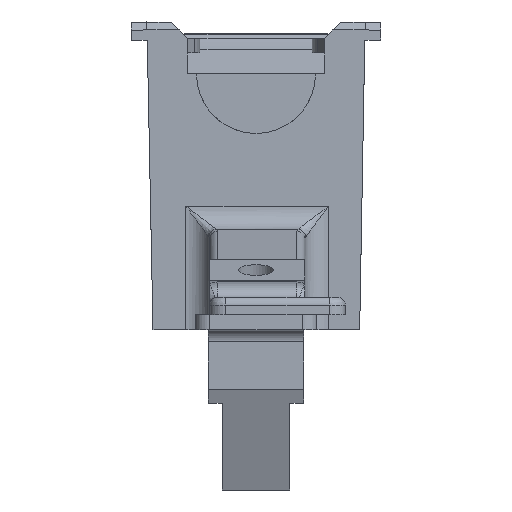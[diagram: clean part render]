
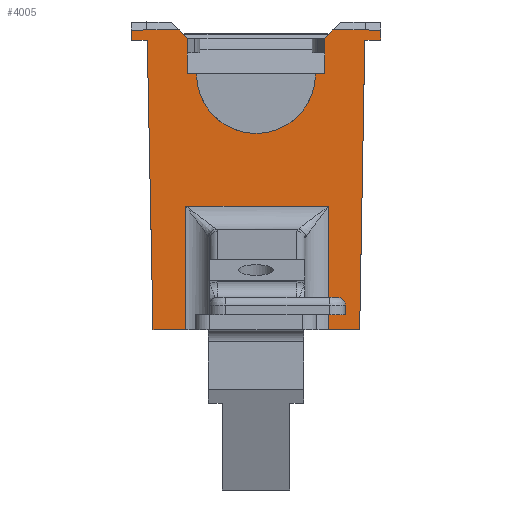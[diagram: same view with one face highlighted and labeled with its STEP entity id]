
A CAD part, front view. The second image highlights one B-rep face of the part: STEP entity #4005.
In plain terms, the highlighted planar face has unit normal (0, -1, 0).
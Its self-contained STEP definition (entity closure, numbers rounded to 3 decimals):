
#82=CIRCLE('',#4132,7.5);
#399=FACE_OUTER_BOUND('',#621,.T.);
#621=EDGE_LOOP('',(#3575,#3576,#3577,#3578,#3579,#3580,#3581,#3582,#3583,
#3584,#3585,#3586,#3587,#3588,#3589,#3590,#3591,#3592,#3593,#3594,#3595,
#3596,#3597,#3598,#3599,#3600));
#831=LINE('',#6120,#1298);
#837=LINE('',#6132,#1304);
#839=LINE('',#6137,#1306);
#842=LINE('',#6144,#1309);
#847=LINE('',#6153,#1314);
#878=LINE('',#6602,#1345);
#882=LINE('',#6612,#1349);
#883=LINE('',#6615,#1350);
#899=LINE('',#6689,#1366);
#922=LINE('',#6745,#1389);
#925=LINE('',#6752,#1392);
#938=LINE('',#6783,#1405);
#945=LINE('',#6794,#1412);
#949=LINE('',#6804,#1416);
#953=LINE('',#6811,#1420);
#958=LINE('',#6820,#1425);
#961=LINE('',#6826,#1428);
#1037=LINE('',#7021,#1504);
#1039=LINE('',#7024,#1506);
#1060=LINE('',#7064,#1527);
#1077=LINE('',#7098,#1544);
#1080=LINE('',#7102,#1547);
#1088=LINE('',#7116,#1555);
#1090=LINE('',#7120,#1557);
#1091=LINE('',#7123,#1558);
#1298=VECTOR('',#4745,2.);
#1304=VECTOR('',#4753,1.991);
#1306=VECTOR('',#4757,4.041);
#1309=VECTOR('',#4762,1.99);
#1314=VECTOR('',#4769,4.04);
#1345=VECTOR('',#4870,15.585);
#1349=VECTOR('',#4880,18.);
#1350=VECTOR('',#4883,15.585);
#1366=VECTOR('',#4943,1.254);
#1389=VECTOR('',#4988,1.813);
#1392=VECTOR('',#4993,1.813);
#1405=VECTOR('',#5026,1.537);
#1412=VECTOR('',#5037,1.537);
#1416=VECTOR('',#5045,2.645);
#1420=VECTOR('',#5051,0.037);
#1425=VECTOR('',#5058,0.037);
#1428=VECTOR('',#5063,2.645);
#1504=VECTOR('',#5259,1.15);
#1506=VECTOR('',#5263,1.15);
#1527=VECTOR('',#5310,2.);
#1544=VECTOR('',#5345,4.133);
#1547=VECTOR('',#5348,3.917);
#1555=VECTOR('',#5362,36.517);
#1557=VECTOR('',#5368,36.507);
#1558=VECTOR('',#5373,1.261);
#1720=VERTEX_POINT('',#6058);
#1721=VERTEX_POINT('',#6059);
#1732=VERTEX_POINT('',#6117);
#1733=VERTEX_POINT('',#6119);
#1736=VERTEX_POINT('',#6126);
#1738=VERTEX_POINT('',#6130);
#1739=VERTEX_POINT('',#6134);
#1741=VERTEX_POINT('',#6140);
#1743=VERTEX_POINT('',#6143);
#1746=VERTEX_POINT('',#6150);
#1770=VERTEX_POINT('',#6331);
#1775=VERTEX_POINT('',#6505);
#1782=VERTEX_POINT('',#6601);
#1786=VERTEX_POINT('',#6614);
#1824=VERTEX_POINT('',#6739);
#1826=VERTEX_POINT('',#6743);
#1828=VERTEX_POINT('',#6749);
#1829=VERTEX_POINT('',#6751);
#1842=VERTEX_POINT('',#6801);
#1843=VERTEX_POINT('',#6803);
#1848=VERTEX_POINT('',#6818);
#1850=VERTEX_POINT('',#6824);
#1914=VERTEX_POINT('',#7061);
#1915=VERTEX_POINT('',#7063);
#1923=VERTEX_POINT('',#7097);
#1924=VERTEX_POINT('',#7100);
#2154=EDGE_CURVE('',#1720,#1721,#82,.T.);
#2166=EDGE_CURVE('',#1733,#1732,#831,.T.);
#2172=EDGE_CURVE('',#1736,#1738,#837,.T.);
#2174=EDGE_CURVE('',#1738,#1739,#839,.T.);
#2177=EDGE_CURVE('',#1743,#1741,#842,.T.);
#2182=EDGE_CURVE('',#1746,#1743,#847,.T.);
#2235=EDGE_CURVE('',#1770,#1782,#878,.T.);
#2241=EDGE_CURVE('',#1775,#1770,#882,.T.);
#2242=EDGE_CURVE('',#1786,#1775,#883,.T.);
#2272=EDGE_CURVE('',#1736,#1732,#899,.T.);
#2299=EDGE_CURVE('',#1824,#1826,#922,.T.);
#2302=EDGE_CURVE('',#1829,#1828,#925,.T.);
#2318=EDGE_CURVE('',#1826,#1746,#938,.T.);
#2325=EDGE_CURVE('',#1739,#1829,#945,.T.);
#2329=EDGE_CURVE('',#1843,#1842,#949,.T.);
#2333=EDGE_CURVE('',#1842,#1824,#953,.T.);
#2338=EDGE_CURVE('',#1848,#1828,#958,.T.);
#2341=EDGE_CURVE('',#1850,#1848,#961,.T.);
#2438=EDGE_CURVE('',#1720,#1843,#1037,.T.);
#2440=EDGE_CURVE('',#1721,#1850,#1039,.T.);
#2461=EDGE_CURVE('',#1914,#1915,#1060,.T.);
#2478=EDGE_CURVE('',#1786,#1923,#1077,.T.);
#2481=EDGE_CURVE('',#1924,#1782,#1080,.T.);
#2489=EDGE_CURVE('',#1733,#1924,#1088,.T.);
#2491=EDGE_CURVE('',#1914,#1923,#1090,.T.);
#2492=EDGE_CURVE('',#1741,#1915,#1091,.T.);
#3575=ORIENTED_EDGE('',*,*,#2154,.F.);
#3576=ORIENTED_EDGE('',*,*,#2438,.T.);
#3577=ORIENTED_EDGE('',*,*,#2329,.T.);
#3578=ORIENTED_EDGE('',*,*,#2333,.T.);
#3579=ORIENTED_EDGE('',*,*,#2299,.T.);
#3580=ORIENTED_EDGE('',*,*,#2318,.T.);
#3581=ORIENTED_EDGE('',*,*,#2182,.T.);
#3582=ORIENTED_EDGE('',*,*,#2177,.T.);
#3583=ORIENTED_EDGE('',*,*,#2492,.T.);
#3584=ORIENTED_EDGE('',*,*,#2461,.F.);
#3585=ORIENTED_EDGE('',*,*,#2491,.T.);
#3586=ORIENTED_EDGE('',*,*,#2478,.F.);
#3587=ORIENTED_EDGE('',*,*,#2242,.T.);
#3588=ORIENTED_EDGE('',*,*,#2241,.T.);
#3589=ORIENTED_EDGE('',*,*,#2235,.T.);
#3590=ORIENTED_EDGE('',*,*,#2481,.F.);
#3591=ORIENTED_EDGE('',*,*,#2489,.F.);
#3592=ORIENTED_EDGE('',*,*,#2166,.T.);
#3593=ORIENTED_EDGE('',*,*,#2272,.F.);
#3594=ORIENTED_EDGE('',*,*,#2172,.T.);
#3595=ORIENTED_EDGE('',*,*,#2174,.T.);
#3596=ORIENTED_EDGE('',*,*,#2325,.T.);
#3597=ORIENTED_EDGE('',*,*,#2302,.T.);
#3598=ORIENTED_EDGE('',*,*,#2338,.F.);
#3599=ORIENTED_EDGE('',*,*,#2341,.F.);
#3600=ORIENTED_EDGE('',*,*,#2440,.F.);
#3789=PLANE('',#4320);
#4005=ADVANCED_FACE('',(#399),#3789,.T.);
#4132=AXIS2_PLACEMENT_3D('',#6060,#4730,#4731);
#4320=AXIS2_PLACEMENT_3D('',#7122,#5371,#5372);
#4730=DIRECTION('center_axis',(0.,-1.,0.));
#4731=DIRECTION('ref_axis',(0.,0.,-1.));
#4745=DIRECTION('',(1.,0.,0.));
#4753=DIRECTION('',(-1.,0.,0.018));
#4757=DIRECTION('',(-1.,0.,0.));
#4762=DIRECTION('',(-1.,0.,-0.02));
#4769=DIRECTION('',(-1.,0.,0.));
#4870=DIRECTION('',(0.,0.,-1.));
#4880=DIRECTION('',(1.,0.,0.));
#4883=DIRECTION('',(0.,0.,1.));
#4943=DIRECTION('',(-0.018,0.,-1.));
#4988=DIRECTION('',(0.,0.,1.));
#4993=DIRECTION('',(0.,0.,-1.));
#5026=DIRECTION('',(-0.707,0.,0.707));
#5037=DIRECTION('',(-0.707,0.,-0.707));
#5045=DIRECTION('',(0.,0.,1.));
#5051=DIRECTION('',(1.,0.,0.));
#5058=DIRECTION('',(-1.,0.,0.));
#5063=DIRECTION('',(0.,0.,1.));
#5259=DIRECTION('',(-1.,0.,0.));
#5263=DIRECTION('',(1.,0.,0.));
#5310=DIRECTION('',(-1.,0.,0.));
#5345=DIRECTION('',(-1.,0.,0.));
#5348=DIRECTION('',(-1.,0.,0.));
#5362=DIRECTION('',(-0.018,0.,-1.));
#5368=DIRECTION('',(0.02,0.,-1.));
#5371=DIRECTION('center_axis',(0.,-1.,0.));
#5372=DIRECTION('ref_axis',(1.,0.,0.));
#5373=DIRECTION('',(0.02,0.,-1.));
#6058=CARTESIAN_POINT('',(-7.5,0.,13.005));
#6059=CARTESIAN_POINT('',(7.5,0.,13.005));
#6060=CARTESIAN_POINT('Origin',(0.,0.,13.));
#6117=CARTESIAN_POINT('',(15.71,0.,17.261));
#6119=CARTESIAN_POINT('',(13.71,0.,17.261));
#6120=CARTESIAN_POINT('',(13.71,0.,17.261));
#6126=CARTESIAN_POINT('',(15.732,0.,18.515));
#6130=CARTESIAN_POINT('',(13.741,0.,18.55));
#6132=CARTESIAN_POINT('',(15.732,0.,18.515));
#6134=CARTESIAN_POINT('',(9.7,0.,18.55));
#6137=CARTESIAN_POINT('',(13.741,0.,18.55));
#6140=CARTESIAN_POINT('',(-15.73,0.,18.511));
#6143=CARTESIAN_POINT('',(-13.74,0.,18.55));
#6144=CARTESIAN_POINT('',(-13.74,0.,18.55));
#6150=CARTESIAN_POINT('',(-9.7,0.,18.55));
#6153=CARTESIAN_POINT('',(-9.7,0.,18.55));
#6331=CARTESIAN_POINT('',(9.15,0.,-3.665));
#6505=CARTESIAN_POINT('',(-8.85,0.,-3.665));
#6601=CARTESIAN_POINT('',(9.15,0.,-19.25));
#6602=CARTESIAN_POINT('',(9.15,0.,-3.665));
#6612=CARTESIAN_POINT('',(-8.85,0.,-3.665));
#6614=CARTESIAN_POINT('',(-8.85,0.,-19.25));
#6615=CARTESIAN_POINT('',(-8.85,0.,-19.25));
#6689=CARTESIAN_POINT('',(15.732,0.,18.515));
#6739=CARTESIAN_POINT('',(-8.613,0.,15.65));
#6743=CARTESIAN_POINT('',(-8.613,0.,17.463));
#6745=CARTESIAN_POINT('',(-8.613,0.,15.65));
#6749=CARTESIAN_POINT('',(8.613,0.,15.65));
#6751=CARTESIAN_POINT('',(8.613,0.,17.463));
#6752=CARTESIAN_POINT('',(8.613,0.,17.463));
#6783=CARTESIAN_POINT('',(-8.613,0.,17.463));
#6794=CARTESIAN_POINT('',(9.7,0.,18.55));
#6801=CARTESIAN_POINT('',(-8.65,0.,15.65));
#6803=CARTESIAN_POINT('',(-8.65,0.,13.005));
#6804=CARTESIAN_POINT('',(-8.65,0.,13.005));
#6811=CARTESIAN_POINT('',(-8.65,0.,15.65));
#6818=CARTESIAN_POINT('',(8.65,0.,15.65));
#6820=CARTESIAN_POINT('',(8.65,0.,15.65));
#6824=CARTESIAN_POINT('',(8.65,0.,13.005));
#6826=CARTESIAN_POINT('',(8.65,0.,13.005));
#7021=CARTESIAN_POINT('',(-7.5,0.,13.005));
#7024=CARTESIAN_POINT('',(7.5,0.,13.005));
#7061=CARTESIAN_POINT('',(-13.705,0.,17.25));
#7063=CARTESIAN_POINT('',(-15.705,0.,17.25));
#7064=CARTESIAN_POINT('',(-13.705,0.,17.25));
#7097=CARTESIAN_POINT('',(-12.983,0.,-19.25));
#7098=CARTESIAN_POINT('',(-8.85,0.,-19.25));
#7100=CARTESIAN_POINT('',(13.067,0.,-19.25));
#7102=CARTESIAN_POINT('',(13.067,0.,-19.25));
#7116=CARTESIAN_POINT('',(13.71,0.,17.261));
#7120=CARTESIAN_POINT('',(-13.705,0.,17.25));
#7122=CARTESIAN_POINT('Origin',(0.,0.,0.));
#7123=CARTESIAN_POINT('',(-15.73,0.,18.511));
